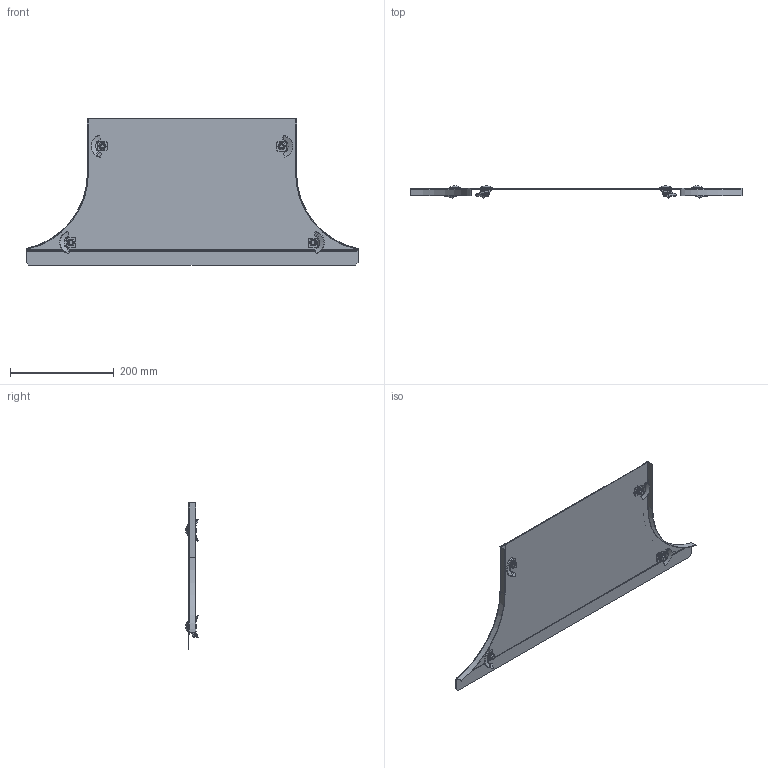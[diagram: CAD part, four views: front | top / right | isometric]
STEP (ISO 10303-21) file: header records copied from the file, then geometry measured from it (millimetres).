
FILE_DESCRIPTION (( 'STEP AP214' ), '1' );
FILE_NAME ('7136935.STP', '2019-12-03T14:48:12', ( '' ), ( '' ), 'SwSTEP 2.0', 'SolidWorks 2018', '' );
FILE_SCHEMA (( 'AUTOMOTIVE_DESIGN' ));
Length unit declared in the file: millimetre
Products named in the file (8): 7136935; KTS 08.083-001_Standard; 020263_DIN EN ISO 10511 - M8 ; KTS 08.046-133_Innenwinkel links; 099600_Standard; KTS 14.002-012_M8x16; KTS 08.046-125_NB=400; s=1,5; KTS 08.046-133_Innenwinkel rechts
Assembly tree (19 placements, depth 2):
  7136935
    KTS 08.046-125_NB=400; s=1,5
    KTS 08.046-133_Innenwinkel rechts
    KTS 08.046-133_Innenwinkel links
    099600_Standard  x4
    KTS 14.002-012_M8x16  x4
    020263_DIN EN ISO 10511 - M8   x4
    KTS 08.083-001_Standard  x4
Bounding box: 641 x 24.23 x 282 mm (x, y, z)
Volume: 227088 mm3; surface area: 311598.6 mm2
Topology: 19 solids, 19 shells, 604 faces, 1430 edges, 876 vertices
Faces by surface type: plane 222, bspline 138, cylinder 136, cone 80, torus 20, sphere 8
Entity records: 8251 total; most frequent: CARTESIAN_POINT 3392, ORIENTED_EDGE 964, DIRECTION 856, EDGE_CURVE 482, AXIS2_PLACEMENT_3D 330, VERTEX_POINT 297, EDGE_LOOP 219, ADVANCED_FACE 202
